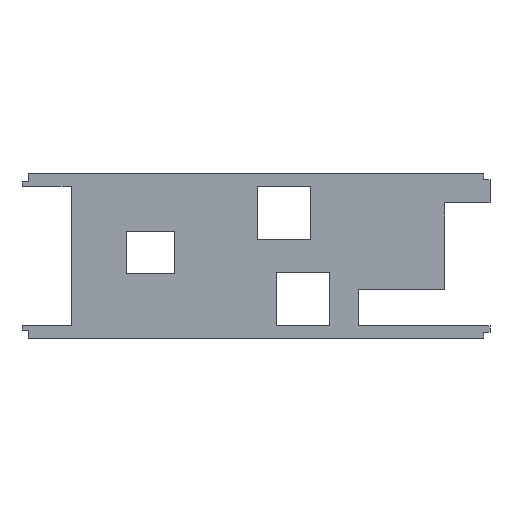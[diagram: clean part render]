
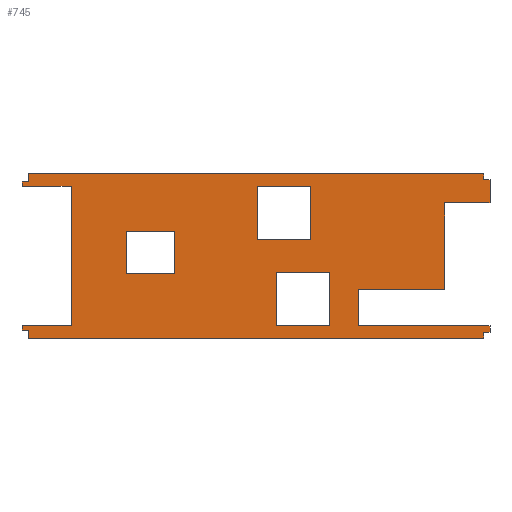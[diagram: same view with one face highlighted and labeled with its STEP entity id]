
A CAD part, top view. The second image highlights one B-rep face of the part: STEP entity #745.
In plain terms, the highlighted planar face has unit normal (0, 0, 1).
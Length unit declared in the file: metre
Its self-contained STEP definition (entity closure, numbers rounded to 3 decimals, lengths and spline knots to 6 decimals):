
#182=ORIENTED_EDGE('',*,*,#230,.F.);
#183=ORIENTED_EDGE('',*,*,#226,.T.);
#184=ORIENTED_EDGE('',*,*,#310,.T.);
#185=ORIENTED_EDGE('',*,*,#233,.F.);
#186=ORIENTED_EDGE('',*,*,#240,.T.);
#187=ORIENTED_EDGE('',*,*,#236,.T.);
#188=ORIENTED_EDGE('',*,*,#312,.T.);
#189=ORIENTED_EDGE('',*,*,#243,.F.);
#190=ORIENTED_EDGE('',*,*,#250,.F.);
#191=ORIENTED_EDGE('',*,*,#246,.T.);
#192=ORIENTED_EDGE('',*,*,#314,.F.);
#193=ORIENTED_EDGE('',*,*,#307,.T.);
#194=ORIENTED_EDGE('',*,*,#304,.T.);
#195=ORIENTED_EDGE('',*,*,#301,.F.);
#196=ORIENTED_EDGE('',*,*,#298,.T.);
#197=ORIENTED_EDGE('',*,*,#295,.T.);
#198=ORIENTED_EDGE('',*,*,#292,.T.);
#199=ORIENTED_EDGE('',*,*,#289,.T.);
#200=ORIENTED_EDGE('',*,*,#286,.F.);
#201=ORIENTED_EDGE('',*,*,#283,.F.);
#202=ORIENTED_EDGE('',*,*,#280,.F.);
#203=ORIENTED_EDGE('',*,*,#277,.F.);
#204=ORIENTED_EDGE('',*,*,#274,.T.);
#205=ORIENTED_EDGE('',*,*,#271,.T.);
#206=ORIENTED_EDGE('',*,*,#268,.T.);
#207=ORIENTED_EDGE('',*,*,#265,.F.);
#208=ORIENTED_EDGE('',*,*,#262,.F.);
#209=ORIENTED_EDGE('',*,*,#259,.F.);
#210=ORIENTED_EDGE('',*,*,#256,.T.);
#211=ORIENTED_EDGE('',*,*,#253,.F.);
#212=ORIENTED_EDGE('',*,*,#217,.F.);
#213=ORIENTED_EDGE('',*,*,#316,.T.);
#214=ORIENTED_EDGE('',*,*,#223,.T.);
#215=ORIENTED_EDGE('',*,*,#220,.F.);
#217=EDGE_CURVE('',#318,#320,#387,.T.);
#220=EDGE_CURVE('',#320,#322,#390,.T.);
#223=EDGE_CURVE('',#324,#322,#393,.T.);
#226=EDGE_CURVE('',#326,#327,#396,.T.);
#230=EDGE_CURVE('',#326,#330,#400,.T.);
#233=EDGE_CURVE('',#330,#332,#403,.T.);
#236=EDGE_CURVE('',#334,#335,#406,.T.);
#240=EDGE_CURVE('',#338,#334,#410,.T.);
#243=EDGE_CURVE('',#338,#340,#413,.T.);
#246=EDGE_CURVE('',#342,#343,#416,.T.);
#250=EDGE_CURVE('',#342,#346,#420,.T.);
#253=EDGE_CURVE('',#346,#348,#423,.T.);
#256=EDGE_CURVE('',#350,#348,#426,.T.);
#259=EDGE_CURVE('',#350,#352,#429,.T.);
#262=EDGE_CURVE('',#352,#354,#432,.T.);
#265=EDGE_CURVE('',#354,#356,#435,.T.);
#268=EDGE_CURVE('',#358,#356,#438,.T.);
#271=EDGE_CURVE('',#360,#358,#441,.T.);
#274=EDGE_CURVE('',#362,#360,#444,.T.);
#277=EDGE_CURVE('',#362,#364,#447,.T.);
#280=EDGE_CURVE('',#364,#366,#450,.T.);
#283=EDGE_CURVE('',#366,#368,#453,.T.);
#286=EDGE_CURVE('',#368,#370,#456,.T.);
#289=EDGE_CURVE('',#372,#370,#459,.T.);
#292=EDGE_CURVE('',#374,#372,#462,.T.);
#295=EDGE_CURVE('',#376,#374,#465,.T.);
#298=EDGE_CURVE('',#378,#376,#468,.T.);
#301=EDGE_CURVE('',#378,#380,#471,.T.);
#304=EDGE_CURVE('',#382,#380,#474,.T.);
#307=EDGE_CURVE('',#384,#382,#477,.T.);
#310=EDGE_CURVE('',#327,#332,#480,.T.);
#312=EDGE_CURVE('',#335,#340,#482,.T.);
#314=EDGE_CURVE('',#384,#343,#484,.T.);
#316=EDGE_CURVE('',#318,#324,#486,.T.);
#318=VERTEX_POINT('',#974);
#320=VERTEX_POINT('',#977);
#322=VERTEX_POINT('',#983);
#324=VERTEX_POINT('',#989);
#326=VERTEX_POINT('',#995);
#327=VERTEX_POINT('',#996);
#330=VERTEX_POINT('',#1004);
#332=VERTEX_POINT('',#1010);
#334=VERTEX_POINT('',#1016);
#335=VERTEX_POINT('',#1017);
#338=VERTEX_POINT('',#1025);
#340=VERTEX_POINT('',#1031);
#342=VERTEX_POINT('',#1037);
#343=VERTEX_POINT('',#1038);
#346=VERTEX_POINT('',#1046);
#348=VERTEX_POINT('',#1052);
#350=VERTEX_POINT('',#1058);
#352=VERTEX_POINT('',#1064);
#354=VERTEX_POINT('',#1070);
#356=VERTEX_POINT('',#1076);
#358=VERTEX_POINT('',#1082);
#360=VERTEX_POINT('',#1088);
#362=VERTEX_POINT('',#1094);
#364=VERTEX_POINT('',#1100);
#366=VERTEX_POINT('',#1106);
#368=VERTEX_POINT('',#1112);
#370=VERTEX_POINT('',#1118);
#372=VERTEX_POINT('',#1124);
#374=VERTEX_POINT('',#1130);
#376=VERTEX_POINT('',#1136);
#378=VERTEX_POINT('',#1142);
#380=VERTEX_POINT('',#1148);
#382=VERTEX_POINT('',#1154);
#384=VERTEX_POINT('',#1160);
#387=LINE('',#976,#489);
#390=LINE('',#982,#492);
#393=LINE('',#988,#495);
#396=LINE('',#994,#498);
#400=LINE('',#1003,#502);
#403=LINE('',#1009,#505);
#406=LINE('',#1015,#508);
#410=LINE('',#1024,#512);
#413=LINE('',#1030,#515);
#416=LINE('',#1036,#518);
#420=LINE('',#1045,#522);
#423=LINE('',#1051,#525);
#426=LINE('',#1057,#528);
#429=LINE('',#1063,#531);
#432=LINE('',#1069,#534);
#435=LINE('',#1075,#537);
#438=LINE('',#1081,#540);
#441=LINE('',#1087,#543);
#444=LINE('',#1093,#546);
#447=LINE('',#1099,#549);
#450=LINE('',#1105,#552);
#453=LINE('',#1111,#555);
#456=LINE('',#1117,#558);
#459=LINE('',#1123,#561);
#462=LINE('',#1129,#564);
#465=LINE('',#1135,#567);
#468=LINE('',#1141,#570);
#471=LINE('',#1147,#573);
#474=LINE('',#1153,#576);
#477=LINE('',#1159,#579);
#480=LINE('',#1165,#582);
#482=LINE('',#1168,#584);
#484=LINE('',#1171,#586);
#486=LINE('',#1174,#588);
#489=VECTOR('',#800,1.);
#492=VECTOR('',#805,1.);
#495=VECTOR('',#810,1.);
#498=VECTOR('',#815,1.);
#502=VECTOR('',#821,1.);
#505=VECTOR('',#826,1.);
#508=VECTOR('',#831,1.);
#512=VECTOR('',#837,1.);
#515=VECTOR('',#842,1.);
#518=VECTOR('',#847,1.);
#522=VECTOR('',#853,1.);
#525=VECTOR('',#858,1.);
#528=VECTOR('',#863,1.);
#531=VECTOR('',#868,1.);
#534=VECTOR('',#873,1.);
#537=VECTOR('',#878,1.);
#540=VECTOR('',#883,1.);
#543=VECTOR('',#888,1.);
#546=VECTOR('',#893,1.);
#549=VECTOR('',#898,1.);
#552=VECTOR('',#903,1.);
#555=VECTOR('',#908,1.);
#558=VECTOR('',#913,1.);
#561=VECTOR('',#918,1.);
#564=VECTOR('',#923,1.);
#567=VECTOR('',#928,1.);
#570=VECTOR('',#933,1.);
#573=VECTOR('',#938,1.);
#576=VECTOR('',#943,1.);
#579=VECTOR('',#948,1.);
#582=VECTOR('',#953,1.);
#584=VECTOR('',#957,1.);
#586=VECTOR('',#961,1.);
#588=VECTOR('',#965,1.);
#628=EDGE_LOOP('',(#182,#183,#184,#185));
#629=EDGE_LOOP('',(#186,#187,#188,#189));
#630=EDGE_LOOP('',(#190,#191,#192,#193,#194,#195,#196,#197,#198,#199,#200,
#201,#202,#203,#204,#205,#206,#207,#208,#209,#210,#211));
#631=EDGE_LOOP('',(#212,#213,#214,#215));
#670=FACE_BOUND('',#628,.T.);
#671=FACE_BOUND('',#629,.T.);
#672=FACE_BOUND('',#630,.T.);
#673=FACE_BOUND('',#631,.T.);
#709=PLANE('',#794);
#745=ADVANCED_FACE('',(#670,#671,#672,#673),#709,.T.);
#794=AXIS2_PLACEMENT_3D('',#1177,#969,#970);
#800=DIRECTION('',(-1.,0.,0.));
#805=DIRECTION('',(0.,-1.,0.));
#810=DIRECTION('',(-1.,0.,0.));
#815=DIRECTION('',(-1.,0.,0.));
#821=DIRECTION('',(0.,1.,0.));
#826=DIRECTION('',(-1.,0.,0.));
#831=DIRECTION('',(0.,1.,0.));
#837=DIRECTION('',(-1.,0.,0.));
#842=DIRECTION('',(0.,1.,0.));
#847=DIRECTION('',(-1.,0.,0.));
#853=DIRECTION('',(0.,1.,0.));
#858=DIRECTION('',(-1.,0.,0.));
#863=DIRECTION('',(0.,-1.,0.));
#868=DIRECTION('',(1.,0.,0.));
#873=DIRECTION('',(0.,1.,0.));
#878=DIRECTION('',(1.,0.,0.));
#883=DIRECTION('',(0.,1.,0.));
#888=DIRECTION('',(-1.,0.,0.));
#893=DIRECTION('',(0.,1.,0.));
#898=DIRECTION('',(-1.,0.,0.));
#903=DIRECTION('',(0.,-1.,0.));
#908=DIRECTION('',(-1.,0.,0.));
#913=DIRECTION('',(0.,-1.,0.));
#918=DIRECTION('',(-1.,0.,0.));
#923=DIRECTION('',(0.,1.,0.));
#928=DIRECTION('',(1.,0.,0.));
#933=DIRECTION('',(0.,1.,0.));
#938=DIRECTION('',(-1.,0.,0.));
#943=DIRECTION('',(0.,-1.,0.));
#948=DIRECTION('',(1.,0.,0.));
#953=DIRECTION('',(0.,1.,0.));
#957=DIRECTION('',(1.,0.,0.));
#961=DIRECTION('',(0.,1.,0.));
#965=DIRECTION('',(0.,-1.,0.));
#969=DIRECTION('',(0.,0.,1.));
#970=DIRECTION('',(1.,0.,0.));
#974=CARTESIAN_POINT('',(0.005193,0.02159,0.0047));
#976=CARTESIAN_POINT('',(-0.011589,0.02159,0.0047));
#977=CARTESIAN_POINT('',(-0.011193,0.02159,0.0047));
#982=CARTESIAN_POINT('',(-0.011193,0.013397,0.0047));
#983=CARTESIAN_POINT('',(-0.011193,0.005204,0.0047));
#988=CARTESIAN_POINT('',(-0.003,0.005204,0.0047));
#989=CARTESIAN_POINT('',(0.005193,0.005204,0.0047));
#994=CARTESIAN_POINT('',(-0.044204,-0.0054,0.0047));
#995=CARTESIAN_POINT('',(-0.036704,-0.0054,0.0047));
#996=CARTESIAN_POINT('',(-0.051704,-0.0054,0.0047));
#1003=CARTESIAN_POINT('',(-0.036704,0.0011,0.0047));
#1004=CARTESIAN_POINT('',(-0.036704,0.0076,0.0047));
#1009=CARTESIAN_POINT('',(-0.044204,0.0076,0.0047));
#1010=CARTESIAN_POINT('',(-0.051704,0.0076,0.0047));
#1015=CARTESIAN_POINT('',(-0.005193,-0.013397,0.0047));
#1016=CARTESIAN_POINT('',(-0.005193,-0.02159,0.0047));
#1017=CARTESIAN_POINT('',(-0.005193,-0.005204,0.0047));
#1024=CARTESIAN_POINT('',(-0.011627,-0.02159,0.0047));
#1025=CARTESIAN_POINT('',(0.011193,-0.02159,0.0047));
#1030=CARTESIAN_POINT('',(0.011193,-0.013397,0.0047));
#1031=CARTESIAN_POINT('',(0.011193,-0.005204,0.0047));
#1036=CARTESIAN_POINT('',(-0.011627,-0.02159,0.0047));
#1037=CARTESIAN_POINT('',(-0.068704,-0.02159,0.0047));
#1038=CARTESIAN_POINT('',(-0.083897,-0.02159,0.0047));
#1045=CARTESIAN_POINT('',(-0.068704,0.,0.0047));
#1046=CARTESIAN_POINT('',(-0.068704,0.02159,0.0047));
#1051=CARTESIAN_POINT('',(-0.011589,0.02159,0.0047));
#1052=CARTESIAN_POINT('',(-0.08382,0.02159,0.0047));
#1057=CARTESIAN_POINT('',(-0.08382,0.022225,0.0047));
#1058=CARTESIAN_POINT('',(-0.08382,0.02286,0.0047));
#1063=CARTESIAN_POINT('',(-0.082859,0.02286,0.0047));
#1064=CARTESIAN_POINT('',(-0.081897,0.02286,0.0047));
#1069=CARTESIAN_POINT('',(-0.081897,0.02413,0.0047));
#1070=CARTESIAN_POINT('',(-0.081897,0.0254,0.0047));
#1075=CARTESIAN_POINT('',(-0.09906,0.0254,0.0047));
#1076=CARTESIAN_POINT('',(0.058643,0.0254,0.0047));
#1081=CARTESIAN_POINT('',(0.058643,0.024495,0.0047));
#1082=CARTESIAN_POINT('',(0.058643,0.02359,0.0047));
#1087=CARTESIAN_POINT('',(0.059643,0.02359,0.0047));
#1088=CARTESIAN_POINT('',(0.060643,0.02359,0.0047));
#1093=CARTESIAN_POINT('',(0.060643,0.021248,0.0047));
#1094=CARTESIAN_POINT('',(0.060643,0.0164,0.0047));
#1099=CARTESIAN_POINT('',(0.053621,0.0164,0.0047));
#1100=CARTESIAN_POINT('',(0.0466,0.0164,0.0047));
#1105=CARTESIAN_POINT('',(0.0466,0.003,0.0047));
#1106=CARTESIAN_POINT('',(0.0466,-0.0104,0.0047));
#1111=CARTESIAN_POINT('',(0.0333,-0.0104,0.0047));
#1112=CARTESIAN_POINT('',(0.02,-0.0104,0.0047));
#1117=CARTESIAN_POINT('',(0.02,-0.015995,0.0047));
#1118=CARTESIAN_POINT('',(0.02,-0.02159,0.0047));
#1123=CARTESIAN_POINT('',(-0.011627,-0.02159,0.0047));
#1124=CARTESIAN_POINT('',(0.060643,-0.02159,0.0047));
#1129=CARTESIAN_POINT('',(0.060643,-0.02259,0.0047));
#1130=CARTESIAN_POINT('',(0.060643,-0.02359,0.0047));
#1135=CARTESIAN_POINT('',(0.059643,-0.02359,0.0047));
#1136=CARTESIAN_POINT('',(0.058643,-0.02359,0.0047));
#1141=CARTESIAN_POINT('',(0.058643,-0.024495,0.0047));
#1142=CARTESIAN_POINT('',(0.058643,-0.0254,0.0047));
#1147=CARTESIAN_POINT('',(0.09906,-0.0254,0.0047));
#1148=CARTESIAN_POINT('',(-0.081897,-0.0254,0.0047));
#1153=CARTESIAN_POINT('',(-0.081897,-0.02413,0.0047));
#1154=CARTESIAN_POINT('',(-0.081897,-0.02286,0.0047));
#1159=CARTESIAN_POINT('',(-0.082897,-0.02286,0.0047));
#1160=CARTESIAN_POINT('',(-0.083897,-0.02286,0.0047));
#1165=CARTESIAN_POINT('',(-0.051704,0.0011,0.0047));
#1168=CARTESIAN_POINT('',(0.003,-0.005204,0.0047));
#1171=CARTESIAN_POINT('',(-0.083897,-0.022225,0.0047));
#1174=CARTESIAN_POINT('',(0.005193,0.013397,0.0047));
#1177=CARTESIAN_POINT('',(0.,0.,0.0047));
